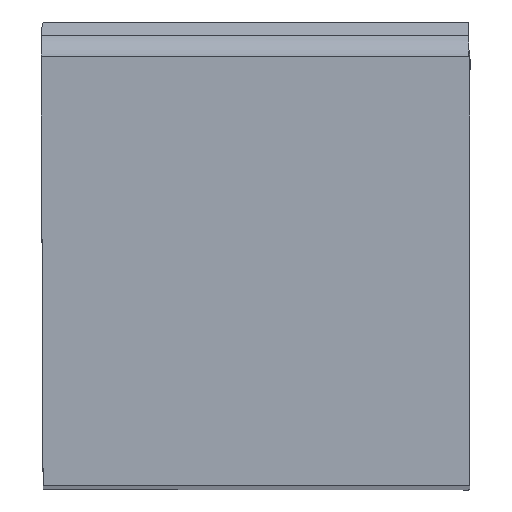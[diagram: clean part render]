
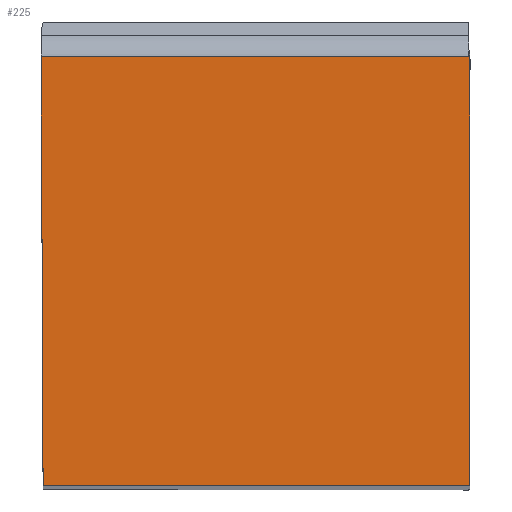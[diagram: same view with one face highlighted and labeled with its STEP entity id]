
A CAD part, top view. The second image highlights one B-rep face of the part: STEP entity #225.
In plain terms, the highlighted planar face has unit normal (0, 0, 1).
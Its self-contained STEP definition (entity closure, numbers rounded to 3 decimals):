
#225=ADVANCED_FACE('CU_BACK_SU1',(#352),#311,.F.);
#311=PLANE('',#1877);
#352=FACE_OUTER_BOUND('',#441,.T.);
#441=EDGE_LOOP('',(#628,#629,#630,#631));
#628=ORIENTED_EDGE('',*,*,#1259,.T.);
#629=ORIENTED_EDGE('',*,*,#1274,.T.);
#630=ORIENTED_EDGE('',*,*,#1275,.T.);
#631=ORIENTED_EDGE('',*,*,#1266,.F.);
#1092=VERTEX_POINT('',#2554);
#1093=VERTEX_POINT('',#2556);
#1097=VERTEX_POINT('',#2569);
#1102=VERTEX_POINT('',#2602);
#1259=EDGE_CURVE('',#1093,#1092,#1495,.T.);
#1266=EDGE_CURVE('',#1093,#1097,#1502,.T.);
#1274=EDGE_CURVE('',#1092,#1102,#1508,.T.);
#1275=EDGE_CURVE('',#1102,#1097,#1509,.T.);
#1495=LINE('',#2555,#1641);
#1502=LINE('',#2568,#1648);
#1508=LINE('',#2601,#1654);
#1509=LINE('',#2603,#1655);
#1641=VECTOR('',#2064,1.);
#1648=VECTOR('',#2075,1.);
#1654=VECTOR('',#2087,1.);
#1655=VECTOR('',#2088,1.);
#1877=AXIS2_PLACEMENT_3D('',#2604,#2089,#2090);
#2064=DIRECTION('',(1.,0.,0.));
#2075=DIRECTION('',(-0.004,1.,0.));
#2087=DIRECTION('',(0.,1.,0.));
#2088=DIRECTION('',(-1.,0.,0.));
#2089=DIRECTION('',(0.,0.,-1.));
#2090=DIRECTION('',(-1.,0.,0.));
#2554=CARTESIAN_POINT('',(19.9,0.,0.));
#2555=CARTESIAN_POINT('',(42.95,0.,0.));
#2556=CARTESIAN_POINT('',(0.087,0.,0.));
#2568=CARTESIAN_POINT('',(-0.086,39.712,0.));
#2569=CARTESIAN_POINT('',(0.,19.9,0.));
#2601=CARTESIAN_POINT('',(19.9,39.9,0.));
#2602=CARTESIAN_POINT('',(19.9,19.9,0.));
#2603=CARTESIAN_POINT('',(42.95,19.9,0.));
#2604=CARTESIAN_POINT('',(42.95,39.9,0.));
